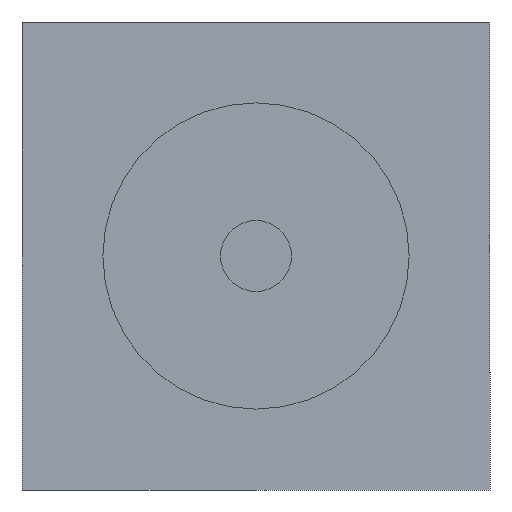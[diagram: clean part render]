
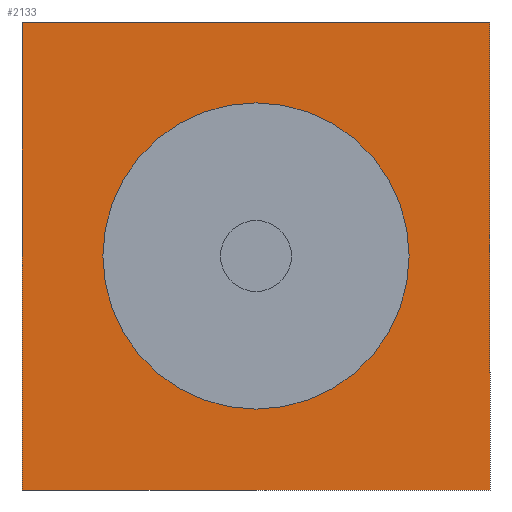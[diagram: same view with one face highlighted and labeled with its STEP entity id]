
A CAD part, front view. The second image highlights one B-rep face of the part: STEP entity #2133.
In plain terms, the highlighted planar face has unit normal (0, -1, 0).
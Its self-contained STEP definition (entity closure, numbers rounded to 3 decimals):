
#71 = DIRECTION ( 'NONE',  ( 0., 0., -1. ) ) ;
#116 = CARTESIAN_POINT ( 'NONE',  ( -3.3, 0.578, 3.3 ) ) ;
#122 = LINE ( 'NONE', #315, #1257 ) ;
#147 = CIRCLE ( 'NONE', #1807, 2.159 ) ;
#155 = FACE_OUTER_BOUND ( 'NONE', #1729, .T. ) ;
#208 = CARTESIAN_POINT ( 'NONE',  ( 0., 0.578, 0. ) ) ;
#306 = AXIS2_PLACEMENT_3D ( 'NONE', #208, #948, #2070 ) ;
#315 = CARTESIAN_POINT ( 'NONE',  ( 3.3, 0.578, 3.3 ) ) ;
#371 = CIRCLE ( 'NONE', #1327, 2.159 ) ;
#567 = DIRECTION ( 'NONE',  ( 0., -1., 0. ) ) ;
#725 = FACE_BOUND ( 'NONE', #871, .T. ) ;
#871 = EDGE_LOOP ( 'NONE', ( #1319, #1097 ) ) ;
#929 = CARTESIAN_POINT ( 'NONE',  ( -3.3, 0.578, 3.3 ) ) ;
#930 = CARTESIAN_POINT ( 'NONE',  ( -3.3, 0.578, -3.3 ) ) ;
#948 = DIRECTION ( 'NONE',  ( 0., 1., 0. ) ) ;
#961 = EDGE_CURVE ( 'NONE', #2317, #1328, #371, .T. ) ;
#1040 = VERTEX_POINT ( 'NONE', #1289 ) ;
#1097 = ORIENTED_EDGE ( 'NONE', *, *, #961, .F. ) ;
#1109 = ORIENTED_EDGE ( 'NONE', *, *, #1940, .T. ) ;
#1173 = CARTESIAN_POINT ( 'NONE',  ( 0., 0.578, 2.159 ) ) ;
#1193 = VERTEX_POINT ( 'NONE', #2178 ) ;
#1221 = DIRECTION ( 'NONE',  ( 0., -1., 0. ) ) ;
#1257 = VECTOR ( 'NONE', #2025, 1000. ) ;
#1274 = EDGE_CURVE ( 'NONE', #1193, #1363, #1939, .T. ) ;
#1289 = CARTESIAN_POINT ( 'NONE',  ( 3.3, 0.578, -3.3 ) ) ;
#1318 = CARTESIAN_POINT ( 'NONE',  ( 0., 0.578, 0. ) ) ;
#1319 = ORIENTED_EDGE ( 'NONE', *, *, #2073, .F. ) ;
#1327 = AXIS2_PLACEMENT_3D ( 'NONE', #2330, #1221, #71 ) ;
#1328 = VERTEX_POINT ( 'NONE', #2424 ) ;
#1363 = VERTEX_POINT ( 'NONE', #929 ) ;
#1529 = EDGE_CURVE ( 'NONE', #1040, #1193, #122, .T. ) ;
#1606 = ORIENTED_EDGE ( 'NONE', *, *, #1274, .T. ) ;
#1609 = ORIENTED_EDGE ( 'NONE', *, *, #1529, .T. ) ;
#1625 = VECTOR ( 'NONE', #2060, 1000. ) ;
#1729 = EDGE_LOOP ( 'NONE', ( #1109, #1609, #1606, #2011 ) ) ;
#1732 = DIRECTION ( 'NONE',  ( 0., 0., -1. ) ) ;
#1736 = VECTOR ( 'NONE', #2216, 1000. ) ;
#1807 = AXIS2_PLACEMENT_3D ( 'NONE', #1318, #567, #1732 ) ;
#1868 = CARTESIAN_POINT ( 'NONE',  ( 3.3, 0.578, -3.3 ) ) ;
#1903 = PLANE ( 'NONE',  #306 ) ;
#1939 = LINE ( 'NONE', #116, #2445 ) ;
#1940 = EDGE_CURVE ( 'NONE', #2069, #1040, #2171, .T. ) ;
#1997 = LINE ( 'NONE', #930, #1625 ) ;
#2011 = ORIENTED_EDGE ( 'NONE', *, *, #2055, .T. ) ;
#2025 = DIRECTION ( 'NONE',  ( 0., 0., 1. ) ) ;
#2055 = EDGE_CURVE ( 'NONE', #1363, #2069, #1997, .T. ) ;
#2060 = DIRECTION ( 'NONE',  ( 0., 0., -1. ) ) ;
#2069 = VERTEX_POINT ( 'NONE', #2426 ) ;
#2070 = DIRECTION ( 'NONE',  ( 0., 0., 1. ) ) ;
#2073 = EDGE_CURVE ( 'NONE', #1328, #2317, #147, .T. ) ;
#2133 = ADVANCED_FACE ( 'NONE', ( #725, #155 ), #1903, .F. ) ;
#2171 = LINE ( 'NONE', #1868, #1736 ) ;
#2178 = CARTESIAN_POINT ( 'NONE',  ( 3.3, 0.578, 3.3 ) ) ;
#2198 = DIRECTION ( 'NONE',  ( -1., 0., 0. ) ) ;
#2216 = DIRECTION ( 'NONE',  ( 1., 0., 0. ) ) ;
#2317 = VERTEX_POINT ( 'NONE', #1173 ) ;
#2330 = CARTESIAN_POINT ( 'NONE',  ( 0., 0.578, 0. ) ) ;
#2424 = CARTESIAN_POINT ( 'NONE',  ( 0., 0.578, -2.159 ) ) ;
#2426 = CARTESIAN_POINT ( 'NONE',  ( -3.3, 0.578, -3.3 ) ) ;
#2445 = VECTOR ( 'NONE', #2198, 1000. ) ;
